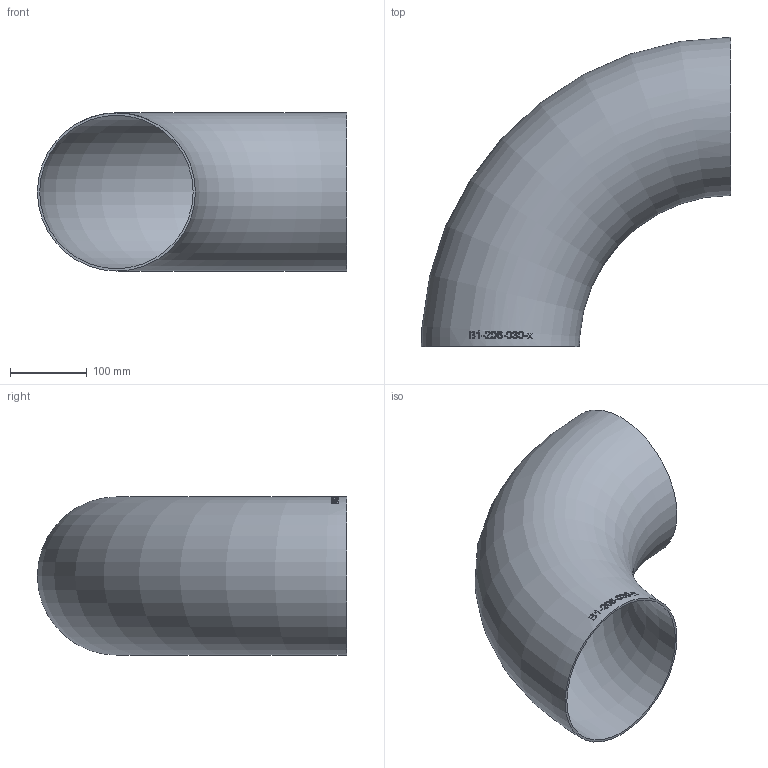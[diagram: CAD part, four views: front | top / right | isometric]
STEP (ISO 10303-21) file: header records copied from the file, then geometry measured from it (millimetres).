
FILE_DESCRIPTION (( 'STEP AP214' ), '1' );
FILE_NAME ('B1-206-030-x Bogen 2005.STEP', '2020-05-04T09:10:36', ( '' ), ( '' ), 'SwSTEP 2.0', 'SolidWorks 2019', '' );
FILE_SCHEMA (( 'AUTOMOTIVE_DESIGN' ));
Length unit declared in the file: millimetre
Products named in the file (1): B1-206-030-x Bogen 2005
Bounding box: 403 x 403 x 206 mm (x, y, z)
Volume: 901576.5 mm3; surface area: 604900 mm2
Topology: 1 solids, 1 shells, 138 faces, 358 edges, 239 vertices
Faces by surface type: bspline 115, torus 21, plane 2
Entity records: 27741 total; most frequent: CARTESIAN_POINT 23999, ORIENTED_EDGE 698, EDGE_CURVE 349, B_SPLINE_CURVE_WITH_KNOTS 343, VERTEX_POINT 234, EDGE_LOOP 159, FACE_OUTER_BOUND 139, ADVANCED_FACE 137
